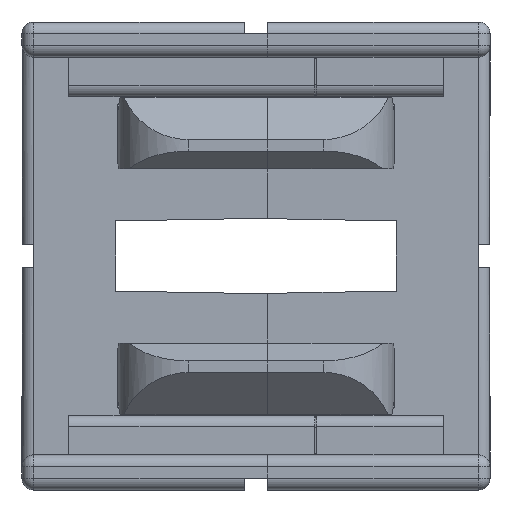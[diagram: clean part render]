
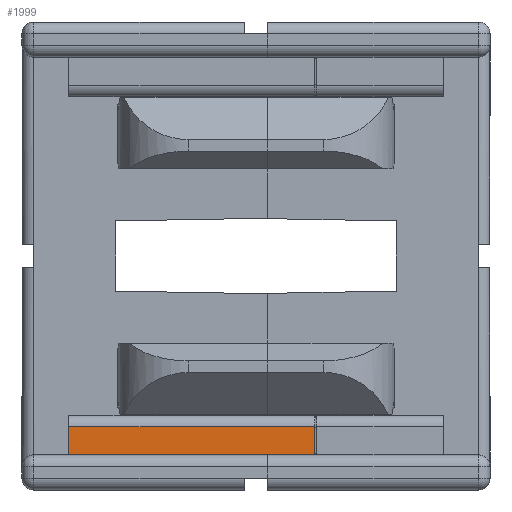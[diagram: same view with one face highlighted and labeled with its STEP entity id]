
A CAD part, left-side view. The second image highlights one B-rep face of the part: STEP entity #1999.
In plain terms, the highlighted planar face has unit normal (-1, 0, 0).
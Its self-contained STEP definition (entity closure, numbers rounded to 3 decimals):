
#8 = EDGE_CURVE ( 'NONE', #6128, #3979, #6605, .T. ) ;
#14 = EDGE_CURVE ( 'NONE', #6150, #16238, #6617, .T. ) ;
#22 = EDGE_CURVE ( 'NONE', #6156, #6128, #6632, .T. ) ;
#24 = EDGE_CURVE ( 'NONE', #6150, #6156, #6630, .T. ) ;
#1256 = EDGE_LOOP ( 'NONE', ( #6482, #6483, #6484, #6485, #6486 ) ) ;
#1999 = ADVANCED_FACE ( 'NONE', ( #7633 ), #8567, .T. ) ;
#3979 = VERTEX_POINT ( 'NONE', #12831 ) ;
#6128 = VERTEX_POINT ( 'NONE', #14913 ) ;
#6150 = VERTEX_POINT ( 'NONE', #14935 ) ;
#6156 = VERTEX_POINT ( 'NONE', #14941 ) ;
#6482 = ORIENTED_EDGE ( 'NONE', *, *, #24, .T. ) ;
#6483 = ORIENTED_EDGE ( 'NONE', *, *, #22, .T. ) ;
#6484 = ORIENTED_EDGE ( 'NONE', *, *, #8, .T. ) ;
#6485 = ORIENTED_EDGE ( 'NONE', *, *, #10874, .F. ) ;
#6486 = ORIENTED_EDGE ( 'NONE', *, *, #14, .F. ) ;
#6605 = LINE ( 'NONE', #8656, #6610 ) ;
#6610 = VECTOR ( 'NONE', #8663, 1000. ) ;
#6617 = LINE ( 'NONE', #8680, #6621 ) ;
#6621 = VECTOR ( 'NONE', #8673, 1000. ) ;
#6630 = LINE ( 'NONE', #8714, #6638 ) ;
#6632 = LINE ( 'NONE', #8709, #6635 ) ;
#6635 = VECTOR ( 'NONE', #8711, 1000. ) ;
#6638 = VECTOR ( 'NONE', #8705, 1000. ) ;
#7633 = FACE_OUTER_BOUND ( 'NONE', #1256, .T. ) ;
#8562 = CARTESIAN_POINT ( 'NONE',  ( -19., -2.5, -8.5 ) ) ;
#8567 = PLANE ( 'NONE',  #8637 ) ;
#8570 = DIRECTION ( 'NONE',  ( -1., 0., 0. ) ) ;
#8571 = DIRECTION ( 'NONE',  ( 0., 0., 1. ) ) ;
#8637 = AXIS2_PLACEMENT_3D ( 'NONE', #8562, #8570, #8571 ) ;
#8656 = CARTESIAN_POINT ( 'NONE',  ( -19., 8., -8.5 ) ) ;
#8663 = DIRECTION ( 'NONE',  ( 0., 0., -1. ) ) ;
#8673 = DIRECTION ( 'NONE',  ( 0., 1., 0. ) ) ;
#8680 = CARTESIAN_POINT ( 'NONE',  ( -19., -2.5, -8.5 ) ) ;
#8705 = DIRECTION ( 'NONE',  ( 0., 0., 1. ) ) ;
#8709 = CARTESIAN_POINT ( 'NONE',  ( -19., -2.5, -7.3 ) ) ;
#8711 = DIRECTION ( 'NONE',  ( 0., 1., 0. ) ) ;
#8714 = CARTESIAN_POINT ( 'NONE',  ( -19., -2.5, -8.5 ) ) ;
#10874 = EDGE_CURVE ( 'NONE', #16238, #3979, #14478, .T. ) ;
#12831 = CARTESIAN_POINT ( 'NONE',  ( -19., 8., -8.5 ) ) ;
#14478 = LINE ( 'NONE', #15598, #14481 ) ;
#14481 = VECTOR ( 'NONE', #15599, 1000. ) ;
#14913 = CARTESIAN_POINT ( 'NONE',  ( -19., 8., -7.3 ) ) ;
#14935 = CARTESIAN_POINT ( 'NONE',  ( -19., -2.5, -8.5 ) ) ;
#14941 = CARTESIAN_POINT ( 'NONE',  ( -19., -2.5, -7.3 ) ) ;
#15598 = CARTESIAN_POINT ( 'NONE',  ( -19., -2.5, -8.5 ) ) ;
#15599 = DIRECTION ( 'NONE',  ( 0., 1., 0. ) ) ;
#15757 = CARTESIAN_POINT ( 'NONE',  ( -19., -0.5, -8.5 ) ) ;
#16238 = VERTEX_POINT ( 'NONE', #15757 ) ;
